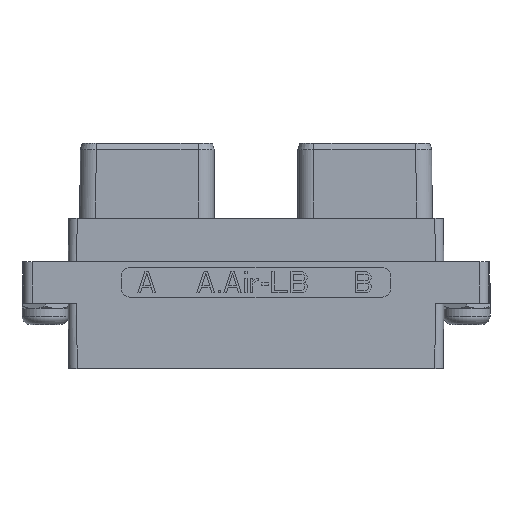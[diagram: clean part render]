
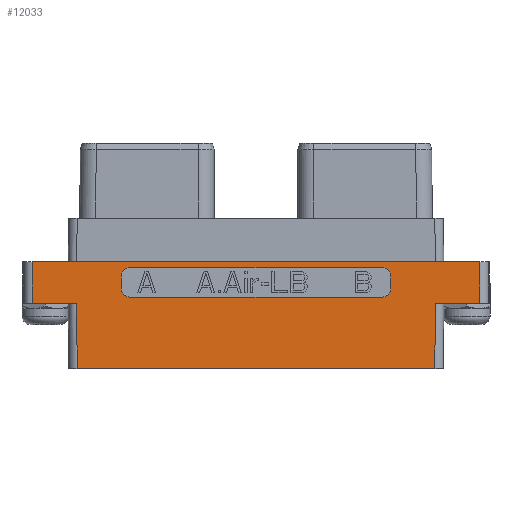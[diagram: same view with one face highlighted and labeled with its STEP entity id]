
A CAD part, top view. The second image highlights one B-rep face of the part: STEP entity #12033.
In plain terms, the highlighted planar face has unit normal (0, 0, 1).
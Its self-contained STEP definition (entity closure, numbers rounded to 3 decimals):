
#915=DIRECTION('',(-1.,0.,0.));
#916=VECTOR('',#915,53.065);
#917=CARTESIAN_POINT('',(26.532,-5.345,7.95));
#918=LINE('',#917,#916);
#1001=DIRECTION('',(0.,1.,0.));
#1002=VECTOR('',#1001,4.96);
#1003=CARTESIAN_POINT('',(26.532,-10.305,7.95));
#1004=LINE('',#1003,#1002);
#1019=CARTESIAN_POINT('',(-15.,-7.055,7.95));
#1020=DIRECTION('',(0.,0.,1.));
#1021=DIRECTION('',(0.,1.,0.));
#1022=AXIS2_PLACEMENT_3D('',#1019,#1020,#1021);
#1024=DIRECTION('',(0.,-1.,0.));
#1025=VECTOR('',#1024,1.5);
#1026=CARTESIAN_POINT('',(-16.,-7.055,7.95));
#1027=LINE('',#1026,#1025);
#1028=CARTESIAN_POINT('',(-15.,-8.555,7.95));
#1029=DIRECTION('',(0.,0.,1.));
#1030=DIRECTION('',(-1.,0.,0.));
#1031=AXIS2_PLACEMENT_3D('',#1028,#1029,#1030);
#1033=DIRECTION('',(1.,0.,0.));
#1034=VECTOR('',#1033,30.);
#1035=CARTESIAN_POINT('',(-15.,-9.555,7.95));
#1036=LINE('',#1035,#1034);
#1037=CARTESIAN_POINT('',(15.,-8.555,7.95));
#1038=DIRECTION('',(0.,0.,1.));
#1039=DIRECTION('',(0.,-1.,0.));
#1040=AXIS2_PLACEMENT_3D('',#1037,#1038,#1039);
#1042=DIRECTION('',(0.,1.,0.));
#1043=VECTOR('',#1042,1.5);
#1044=CARTESIAN_POINT('',(16.,-8.555,7.95));
#1045=LINE('',#1044,#1043);
#1046=CARTESIAN_POINT('',(15.,-7.055,7.95));
#1047=DIRECTION('',(0.,0.,1.));
#1048=DIRECTION('',(1.,0.,0.));
#1049=AXIS2_PLACEMENT_3D('',#1046,#1047,#1048);
#1051=DIRECTION('',(-1.,0.,0.));
#1052=VECTOR('',#1051,30.);
#1053=CARTESIAN_POINT('',(15.,-6.055,7.95));
#1054=LINE('',#1053,#1052);
#1084=DIRECTION('',(1.,0.,0.));
#1085=VECTOR('',#1084,5.272);
#1086=CARTESIAN_POINT('',(21.26,-10.305,7.95));
#1087=LINE('',#1086,#1085);
#1579=DIRECTION('',(0.,-1.,0.));
#1580=VECTOR('',#1579,4.96);
#1581=CARTESIAN_POINT('',(-26.532,-5.345,7.95));
#1582=LINE('',#1581,#1580);
#1609=DIRECTION('',(1.,0.,0.));
#1610=VECTOR('',#1609,5.272);
#1611=CARTESIAN_POINT('',(-26.532,-10.305,7.95));
#1612=LINE('',#1611,#1610);
#2353=CARTESIAN_POINT('',(-21.26,-10.305,7.95));
#2355=DIRECTION('',(0.006,-1.,0.));
#2356=VECTOR('',#2355,7.7);
#2357=CARTESIAN_POINT('',(-21.26,-10.305,7.95));
#2358=LINE('',#2357,#2356);
#2388=DIRECTION('',(1.,0.,0.));
#2389=VECTOR('',#2388,42.42);
#2390=CARTESIAN_POINT('',(-21.21,-18.005,7.95));
#2391=LINE('',#2390,#2389);
#2471=DIRECTION('',(0.006,1.,0.));
#2472=VECTOR('',#2471,7.7);
#2473=CARTESIAN_POINT('',(21.21,-18.005,7.95));
#2474=LINE('',#2473,#2472);
#9315=VERTEX_POINT('',#2353);
#10695=CARTESIAN_POINT('',(21.21,-18.005,7.95));
#10696=CARTESIAN_POINT('',(21.26,-10.305,7.95));
#10697=VERTEX_POINT('',#10695);
#10698=VERTEX_POINT('',#10696);
#10710=CARTESIAN_POINT('',(-21.21,-18.005,7.95));
#10711=VERTEX_POINT('',#10710);
#10721=CARTESIAN_POINT('',(26.532,-10.305,7.95));
#10722=CARTESIAN_POINT('',(26.532,-5.345,7.95));
#10723=VERTEX_POINT('',#10721);
#10724=VERTEX_POINT('',#10722);
#10737=CARTESIAN_POINT('',(-26.532,-5.345,7.95));
#10738=CARTESIAN_POINT('',(-26.532,-10.305,7.95));
#10739=VERTEX_POINT('',#10737);
#10740=VERTEX_POINT('',#10738);
#11189=CARTESIAN_POINT('',(-15.,-6.055,7.95));
#11190=CARTESIAN_POINT('',(-16.,-7.055,7.95));
#11191=VERTEX_POINT('',#11189);
#11192=VERTEX_POINT('',#11190);
#11193=CARTESIAN_POINT('',(-16.,-8.555,7.95));
#11194=VERTEX_POINT('',#11193);
#11195=CARTESIAN_POINT('',(-15.,-9.555,7.95));
#11196=VERTEX_POINT('',#11195);
#11197=CARTESIAN_POINT('',(15.,-9.555,7.95));
#11198=VERTEX_POINT('',#11197);
#11199=CARTESIAN_POINT('',(16.,-8.555,7.95));
#11200=VERTEX_POINT('',#11199);
#11201=CARTESIAN_POINT('',(16.,-7.055,7.95));
#11202=VERTEX_POINT('',#11201);
#11203=CARTESIAN_POINT('',(15.,-6.055,7.95));
#11204=VERTEX_POINT('',#11203);
#11994=CARTESIAN_POINT('',(-27.69,-5.345,7.95));
#11995=DIRECTION('',(0.,0.,1.));
#11996=DIRECTION('',(1.,0.,0.));
#11997=AXIS2_PLACEMENT_3D('',#11994,#11995,#11996);
#11998=PLANE('',#11997);
#12000=ORIENTED_EDGE('',*,*,#11999,.F.);
#12002=ORIENTED_EDGE('',*,*,#12001,.F.);
#12004=ORIENTED_EDGE('',*,*,#12003,.F.);
#12006=ORIENTED_EDGE('',*,*,#12005,.F.);
#12008=ORIENTED_EDGE('',*,*,#12007,.F.);
#12010=ORIENTED_EDGE('',*,*,#12009,.F.);
#12011=ORIENTED_EDGE('',*,*,#11917,.F.);
#12012=ORIENTED_EDGE('',*,*,#11984,.F.);
#12013=EDGE_LOOP('',(#12000,#12002,#12004,#12006,#12008,#12010,#12011,#12012));
#12014=FACE_OUTER_BOUND('',#12013,.F.);
#12016=ORIENTED_EDGE('',*,*,#12015,.T.);
#12018=ORIENTED_EDGE('',*,*,#12017,.T.);
#12020=ORIENTED_EDGE('',*,*,#12019,.T.);
#12022=ORIENTED_EDGE('',*,*,#12021,.T.);
#12024=ORIENTED_EDGE('',*,*,#12023,.T.);
#12026=ORIENTED_EDGE('',*,*,#12025,.T.);
#12028=ORIENTED_EDGE('',*,*,#12027,.T.);
#12030=ORIENTED_EDGE('',*,*,#12029,.T.);
#12031=EDGE_LOOP('',(#12016,#12018,#12020,#12022,#12024,#12026,#12028,#12030));
#12032=FACE_BOUND('',#12031,.F.);
#12033=ADVANCED_FACE('',(#12014,#12032),#11998,.T.);
#1023=CIRCLE('',#1022,1.);
#1032=CIRCLE('',#1031,1.);
#1041=CIRCLE('',#1040,1.);
#1050=CIRCLE('',#1049,1.);
#11917=EDGE_CURVE('',#10724,#10739,#918,.T.);
#11984=EDGE_CURVE('',#10723,#10724,#1004,.T.);
#11999=EDGE_CURVE('',#10698,#10723,#1087,.T.);
#12001=EDGE_CURVE('',#10697,#10698,#2474,.T.);
#12003=EDGE_CURVE('',#10711,#10697,#2391,.T.);
#12005=EDGE_CURVE('',#9315,#10711,#2358,.T.);
#12007=EDGE_CURVE('',#10740,#9315,#1612,.T.);
#12009=EDGE_CURVE('',#10739,#10740,#1582,.T.);
#12015=EDGE_CURVE('',#11191,#11192,#1023,.T.);
#12017=EDGE_CURVE('',#11192,#11194,#1027,.T.);
#12019=EDGE_CURVE('',#11194,#11196,#1032,.T.);
#12021=EDGE_CURVE('',#11196,#11198,#1036,.T.);
#12023=EDGE_CURVE('',#11198,#11200,#1041,.T.);
#12025=EDGE_CURVE('',#11200,#11202,#1045,.T.);
#12027=EDGE_CURVE('',#11202,#11204,#1050,.T.);
#12029=EDGE_CURVE('',#11204,#11191,#1054,.T.);
